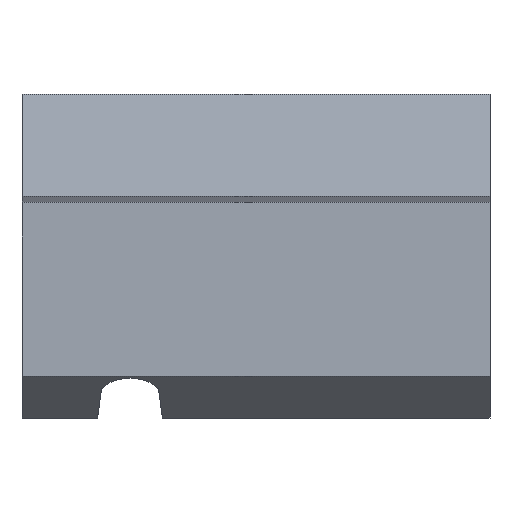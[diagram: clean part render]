
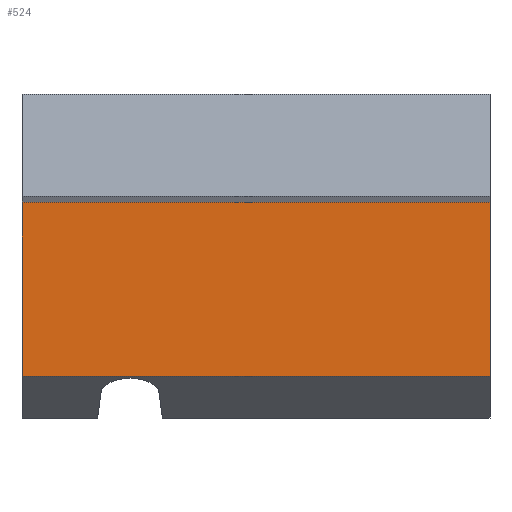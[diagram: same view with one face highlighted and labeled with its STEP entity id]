
A CAD part, left-side view. The second image highlights one B-rep face of the part: STEP entity #524.
In plain terms, the highlighted planar face has unit normal (-1, 0, 0).
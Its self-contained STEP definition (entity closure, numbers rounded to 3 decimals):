
#9=DIRECTION('',(0.,0.,-1.));
#10=VECTOR('',#9,65.);
#11=CARTESIAN_POINT('',(0.,35.201,0.));
#12=LINE('',#11,#10);
#45=DIRECTION('',(0.,-1.,0.));
#46=VECTOR('',#45,35.201);
#47=CARTESIAN_POINT('',(0.,35.201,-65.));
#48=LINE('',#47,#46);
#77=DIRECTION('',(0.,1.,0.));
#78=VECTOR('',#77,35.201);
#79=CARTESIAN_POINT('',(0.,0.,0.));
#80=LINE('',#79,#78);
#190=DIRECTION('',(0.,0.,-1.));
#191=VECTOR('',#190,65.);
#192=CARTESIAN_POINT('',(0.,0.,0.));
#193=LINE('',#192,#191);
#226=CARTESIAN_POINT('',(0.,35.201,0.));
#227=CARTESIAN_POINT('',(0.,35.201,-65.));
#228=VERTEX_POINT('',#226);
#229=VERTEX_POINT('',#227);
#230=CARTESIAN_POINT('',(0.,0.,0.));
#231=CARTESIAN_POINT('',(0.,0.,-65.));
#232=VERTEX_POINT('',#230);
#233=VERTEX_POINT('',#231);
#513=CARTESIAN_POINT('',(0.,32.603,-65.));
#514=DIRECTION('',(-1.,0.,0.));
#515=DIRECTION('',(0.,-1.,0.));
#516=AXIS2_PLACEMENT_3D('',#513,#514,#515);
#517=PLANE('',#516);
#518=ORIENTED_EDGE('',*,*,#298,.F.);
#519=ORIENTED_EDGE('',*,*,#273,.F.);
#520=ORIENTED_EDGE('',*,*,#347,.F.);
#521=ORIENTED_EDGE('',*,*,#329,.T.);
#522=EDGE_LOOP('',(#518,#519,#520,#521));
#523=FACE_OUTER_BOUND('',#522,.F.);
#524=ADVANCED_FACE('',(#523),#517,.T.);
#273=EDGE_CURVE('',#228,#229,#12,.T.);
#298=EDGE_CURVE('',#229,#233,#48,.T.);
#329=EDGE_CURVE('',#232,#233,#193,.T.);
#347=EDGE_CURVE('',#232,#228,#80,.T.);
